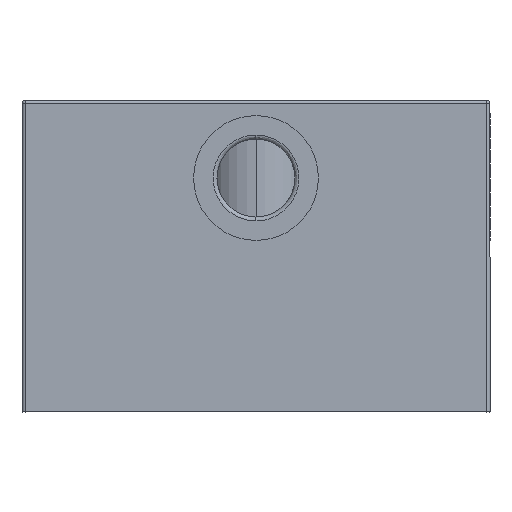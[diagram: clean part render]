
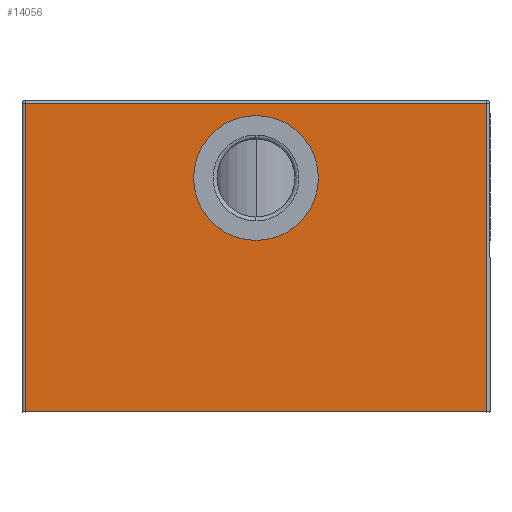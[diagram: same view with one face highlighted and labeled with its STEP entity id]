
A CAD part, left-side view. The second image highlights one B-rep face of the part: STEP entity #14056.
In plain terms, the highlighted planar face has unit normal (-1, 0, 0).
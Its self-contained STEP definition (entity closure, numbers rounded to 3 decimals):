
#66 = EDGE_CURVE ( 'NONE', #2051, #5872, #8043, .T. ) ;
#104 = VERTEX_POINT ( 'NONE', #5045 ) ;
#361 = EDGE_CURVE ( 'NONE', #12886, #4658, #10849, .T. ) ;
#732 = FACE_BOUND ( 'NONE', #12117, .T. ) ;
#883 = CARTESIAN_POINT ( 'NONE',  ( -65., 14.8, 19.8 ) ) ;
#941 = CARTESIAN_POINT ( 'NONE',  ( -65., -14.8, 19.8 ) ) ;
#1023 = CARTESIAN_POINT ( 'NONE',  ( -65., 0., 11. ) ) ;
#1416 = AXIS2_PLACEMENT_3D ( 'NONE', #10137, #6506, #7603 ) ;
#1486 = DIRECTION ( 'NONE',  ( 0., 0., -1. ) ) ;
#1548 = DIRECTION ( 'NONE',  ( -1., 0., 0. ) ) ;
#2051 = VERTEX_POINT ( 'NONE', #883 ) ;
#2499 = DIRECTION ( 'NONE',  ( 1., 0., 0. ) ) ;
#2942 = EDGE_LOOP ( 'NONE', ( #9740, #8317, #12362, #11148 ) ) ;
#3780 = EDGE_CURVE ( 'NONE', #5872, #4658, #3886, .T. ) ;
#3886 = LINE ( 'NONE', #12878, #10265 ) ;
#3903 = DIRECTION ( 'NONE',  ( 0., -1., 0. ) ) ;
#4043 = CARTESIAN_POINT ( 'NONE',  ( -65., 0., 15. ) ) ;
#4658 = VERTEX_POINT ( 'NONE', #13785 ) ;
#4899 = DIRECTION ( 'NONE',  ( 0., -1., 0. ) ) ;
#5045 = CARTESIAN_POINT ( 'NONE',  ( -65., 0., 19. ) ) ;
#5114 = AXIS2_PLACEMENT_3D ( 'NONE', #4043, #1548, #9968 ) ;
#5872 = VERTEX_POINT ( 'NONE', #941 ) ;
#6506 = DIRECTION ( 'NONE',  ( -1., 0., 0. ) ) ;
#7038 = LINE ( 'NONE', #14288, #13579 ) ;
#7269 = EDGE_CURVE ( 'NONE', #104, #10018, #13222, .T. ) ;
#7603 = DIRECTION ( 'NONE',  ( 0., 0., 1. ) ) ;
#8043 = LINE ( 'NONE', #10905, #13277 ) ;
#8145 = FACE_OUTER_BOUND ( 'NONE', #2942, .T. ) ;
#8317 = ORIENTED_EDGE ( 'NONE', *, *, #66, .F. ) ;
#9184 = DIRECTION ( 'NONE',  ( 0., 0., -1. ) ) ;
#9483 = CARTESIAN_POINT ( 'NONE',  ( -65., 0., 20. ) ) ;
#9498 = DIRECTION ( 'NONE',  ( 0., 0., 1. ) ) ;
#9740 = ORIENTED_EDGE ( 'NONE', *, *, #3780, .F. ) ;
#9770 = CARTESIAN_POINT ( 'NONE',  ( -65., 0., 0. ) ) ;
#9968 = DIRECTION ( 'NONE',  ( 0., 0., 1. ) ) ;
#9990 = ORIENTED_EDGE ( 'NONE', *, *, #7269, .F. ) ;
#10018 = VERTEX_POINT ( 'NONE', #1023 ) ;
#10118 = VECTOR ( 'NONE', #4899, 1000. ) ;
#10137 = CARTESIAN_POINT ( 'NONE',  ( -65., 0., 15. ) ) ;
#10265 = VECTOR ( 'NONE', #9184, 1000. ) ;
#10695 = EDGE_CURVE ( 'NONE', #10018, #104, #11389, .T. ) ;
#10849 = LINE ( 'NONE', #9770, #10118 ) ;
#10905 = CARTESIAN_POINT ( 'NONE',  ( -65., 0., 19.8 ) ) ;
#11040 = CARTESIAN_POINT ( 'NONE',  ( -65., 14.8, 0. ) ) ;
#11148 = ORIENTED_EDGE ( 'NONE', *, *, #361, .T. ) ;
#11389 = CIRCLE ( 'NONE', #1416, 4. ) ;
#12117 = EDGE_LOOP ( 'NONE', ( #9990, #13296 ) ) ;
#12362 = ORIENTED_EDGE ( 'NONE', *, *, #13610, .F. ) ;
#12878 = CARTESIAN_POINT ( 'NONE',  ( -65., -14.8, 20. ) ) ;
#12886 = VERTEX_POINT ( 'NONE', #11040 ) ;
#13222 = CIRCLE ( 'NONE', #5114, 4. ) ;
#13277 = VECTOR ( 'NONE', #3903, 1000. ) ;
#13296 = ORIENTED_EDGE ( 'NONE', *, *, #10695, .F. ) ;
#13579 = VECTOR ( 'NONE', #9498, 1000. ) ;
#13610 = EDGE_CURVE ( 'NONE', #12886, #2051, #7038, .T. ) ;
#13785 = CARTESIAN_POINT ( 'NONE',  ( -65., -14.8, 0. ) ) ;
#14056 = ADVANCED_FACE ( 'NONE', ( #8145, #732 ), #15452, .F. ) ;
#14288 = CARTESIAN_POINT ( 'NONE',  ( -65., 14.8, 20. ) ) ;
#15364 = AXIS2_PLACEMENT_3D ( 'NONE', #9483, #2499, #1486 ) ;
#15452 = PLANE ( 'NONE',  #15364 ) ;
